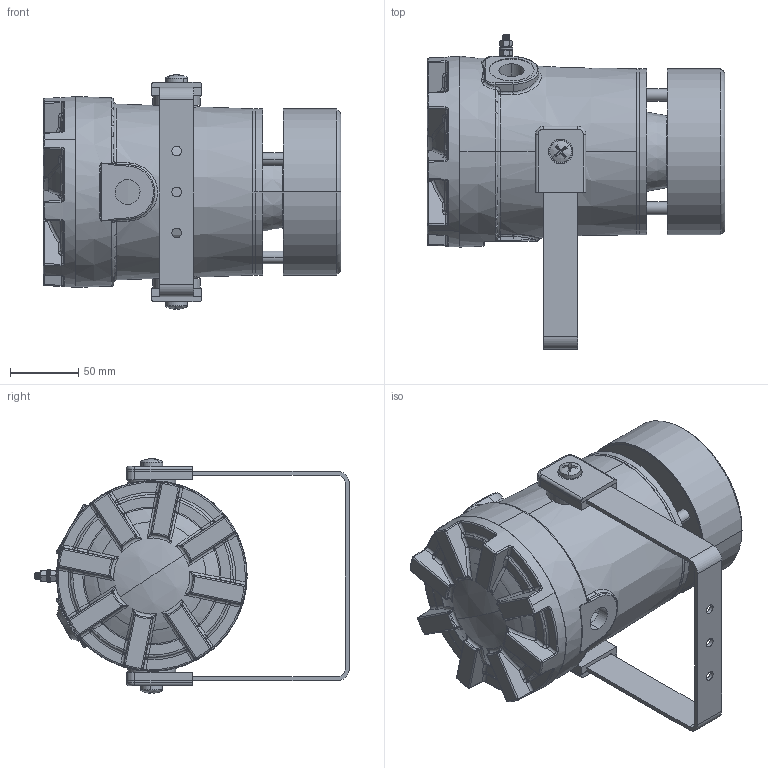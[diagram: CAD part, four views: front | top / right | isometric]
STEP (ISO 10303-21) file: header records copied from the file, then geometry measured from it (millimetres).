
FILE_DESCRIPTION (( 'STEP AP214' ), '1' );
FILE_NAME ('D190-02-011-3D_Issue_1.STEP', '2022-01-21T11:13:55', ( '' ), ( '' ), 'SwSTEP 2.0', 'SolidWorks 2021', '' );
FILE_SCHEMA (( 'AUTOMOTIVE_DESIGN' ));
Length unit declared in the file: millimetre
Products named in the file (17): D190-02-011-3D_Issue_1; D2430-3D_Issue_B; M20BRASS_Brass; D2411-3D_Issue_A; sounder body casting_Machined; sounder sub assy_S110; D2410-3D_Issue_B; WAM5A4; WAA300N2MM; sounder lid casting_Machined; RADIAL HORN_perimeter radial slots; WAM8A4; WASGM5A4; WASGM8A4; SCSTUDM5A4; SCNUTM5A4; SCSSM8X20A4P
Assembly tree (25 placements, depth 3):
  D190-02-011-3D_Issue_1
    sounder sub assy_S110
      sounder body casting_Machined
      D2430-3D_Issue_B
      D2411-3D_Issue_A  x2
      D2410-3D_Issue_B  x2
      WAM8A4  x2
      WASGM8A4  x2
      SCSSM8X20A4P  x2
      SCSTUDM5A4
      WAM5A4  x3
      WASGM5A4  x2
      SCNUTM5A4  x2
    sounder lid casting_Machined
    M20BRASS_Brass
    WAA300N2MM
    RADIAL HORN_perimeter radial slots
Bounding box: 218.33 x 231 x 172.49 mm (x, y, z)
Volume: 1270585.8 mm3; surface area: 338223.1 mm2
Topology: 24 solids, 24 shells, 1443 faces, 3471 edges, 2091 vertices
Faces by surface type: cylinder 506, plane 320, bspline 214, torus 181, sphere 114, cone 108
Entity records: 58728 total; most frequent: CARTESIAN_POINT 30764, ORIENTED_EDGE 5858, DIRECTION 5138, EDGE_CURVE 2929, AXIS2_PLACEMENT_3D 2195, VERTEX_POINT 1768, EDGE_LOOP 1309, FACE_OUTER_BOUND 1225
